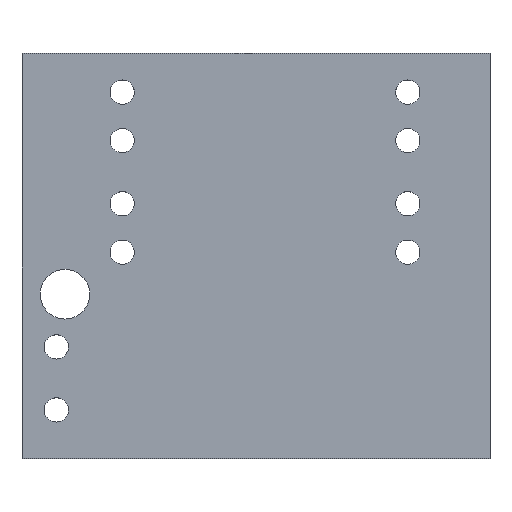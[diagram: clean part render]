
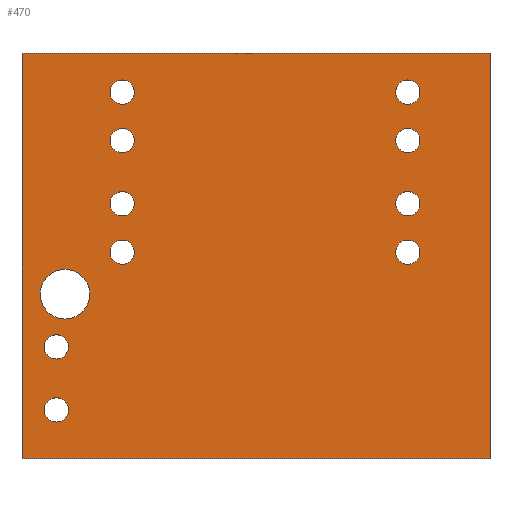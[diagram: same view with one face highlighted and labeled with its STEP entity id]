
A CAD part, top view. The second image highlights one B-rep face of the part: STEP entity #470.
In plain terms, the highlighted planar face has unit normal (0, 0, 1).
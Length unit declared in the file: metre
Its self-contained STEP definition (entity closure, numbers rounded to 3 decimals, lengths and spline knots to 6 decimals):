
#24=LINE('',#768,#48);
#28=LINE('',#776,#52);
#31=LINE('',#782,#55);
#33=LINE('',#835,#57);
#48=VECTOR('',#632,1.);
#52=VECTOR('',#638,1.);
#55=VECTOR('',#643,1.);
#57=VECTOR('',#707,1.);
#82=PLANE('',#574);
#154=ORIENTED_EDGE('',*,*,#202,.F.);
#155=ORIENTED_EDGE('',*,*,#206,.T.);
#156=ORIENTED_EDGE('',*,*,#209,.T.);
#157=ORIENTED_EDGE('',*,*,#231,.F.);
#158=ORIENTED_EDGE('',*,*,#228,.F.);
#159=ORIENTED_EDGE('',*,*,#226,.F.);
#160=ORIENTED_EDGE('',*,*,#224,.F.);
#161=ORIENTED_EDGE('',*,*,#222,.F.);
#162=ORIENTED_EDGE('',*,*,#220,.F.);
#163=ORIENTED_EDGE('',*,*,#218,.F.);
#164=ORIENTED_EDGE('',*,*,#216,.F.);
#165=ORIENTED_EDGE('',*,*,#214,.F.);
#166=ORIENTED_EDGE('',*,*,#212,.F.);
#167=ORIENTED_EDGE('',*,*,#210,.F.);
#168=ORIENTED_EDGE('',*,*,#232,.F.);
#202=EDGE_CURVE('',#248,#249,#24,.T.);
#206=EDGE_CURVE('',#248,#251,#28,.T.);
#209=EDGE_CURVE('',#251,#253,#31,.T.);
#210=EDGE_CURVE('',#254,#254,#280,.T.);
#212=EDGE_CURVE('',#256,#256,#282,.T.);
#214=EDGE_CURVE('',#258,#258,#284,.T.);
#216=EDGE_CURVE('',#260,#260,#286,.T.);
#218=EDGE_CURVE('',#262,#262,#288,.T.);
#220=EDGE_CURVE('',#264,#264,#290,.T.);
#222=EDGE_CURVE('',#266,#266,#292,.T.);
#224=EDGE_CURVE('',#268,#268,#294,.T.);
#226=EDGE_CURVE('',#270,#270,#296,.T.);
#228=EDGE_CURVE('',#272,#272,#298,.T.);
#231=EDGE_CURVE('',#249,#253,#33,.T.);
#232=EDGE_CURVE('',#274,#274,#300,.T.);
#248=VERTEX_POINT('',#767);
#249=VERTEX_POINT('',#769);
#251=VERTEX_POINT('',#775);
#253=VERTEX_POINT('',#781);
#254=VERTEX_POINT('',#785);
#256=VERTEX_POINT('',#790);
#258=VERTEX_POINT('',#795);
#260=VERTEX_POINT('',#800);
#262=VERTEX_POINT('',#805);
#264=VERTEX_POINT('',#810);
#266=VERTEX_POINT('',#815);
#268=VERTEX_POINT('',#820);
#270=VERTEX_POINT('',#825);
#272=VERTEX_POINT('',#830);
#274=VERTEX_POINT('',#838);
#280=CIRCLE('',#541,0.000635);
#282=CIRCLE('',#544,0.000635);
#284=CIRCLE('',#547,0.000635);
#286=CIRCLE('',#550,0.000635);
#288=CIRCLE('',#553,0.000635);
#290=CIRCLE('',#556,0.000635);
#292=CIRCLE('',#559,0.000635);
#294=CIRCLE('',#562,0.000635);
#296=CIRCLE('',#565,0.000635);
#298=CIRCLE('',#568,0.000635);
#300=CIRCLE('',#572,0.0013);
#342=EDGE_LOOP('',(#154,#155,#156,#157));
#343=EDGE_LOOP('',(#158));
#344=EDGE_LOOP('',(#159));
#345=EDGE_LOOP('',(#160));
#346=EDGE_LOOP('',(#161));
#347=EDGE_LOOP('',(#162));
#348=EDGE_LOOP('',(#163));
#349=EDGE_LOOP('',(#164));
#350=EDGE_LOOP('',(#165));
#351=EDGE_LOOP('',(#166));
#352=EDGE_LOOP('',(#167));
#353=EDGE_LOOP('',(#168));
#406=FACE_BOUND('',#342,.T.);
#407=FACE_BOUND('',#343,.T.);
#408=FACE_BOUND('',#344,.T.);
#409=FACE_BOUND('',#345,.T.);
#410=FACE_BOUND('',#346,.T.);
#411=FACE_BOUND('',#347,.T.);
#412=FACE_BOUND('',#348,.T.);
#413=FACE_BOUND('',#349,.T.);
#414=FACE_BOUND('',#350,.T.);
#415=FACE_BOUND('',#351,.T.);
#416=FACE_BOUND('',#352,.T.);
#417=FACE_BOUND('',#353,.T.);
#470=ADVANCED_FACE('',(#406,#407,#408,#409,#410,#411,#412,#413,#414,#415,
#416,#417),#82,.T.);
#541=AXIS2_PLACEMENT_3D('',#784,#646,#647);
#544=AXIS2_PLACEMENT_3D('',#789,#652,#653);
#547=AXIS2_PLACEMENT_3D('',#794,#658,#659);
#550=AXIS2_PLACEMENT_3D('',#799,#664,#665);
#553=AXIS2_PLACEMENT_3D('',#804,#670,#671);
#556=AXIS2_PLACEMENT_3D('',#809,#676,#677);
#559=AXIS2_PLACEMENT_3D('',#814,#682,#683);
#562=AXIS2_PLACEMENT_3D('',#819,#688,#689);
#565=AXIS2_PLACEMENT_3D('',#824,#694,#695);
#568=AXIS2_PLACEMENT_3D('',#829,#700,#701);
#572=AXIS2_PLACEMENT_3D('',#837,#710,#711);
#574=AXIS2_PLACEMENT_3D('',#841,#714,#715);
#632=DIRECTION('',(0.,1.,0.));
#638=DIRECTION('',(1.,0.,0.));
#643=DIRECTION('',(0.,1.,0.));
#646=DIRECTION('',(0.,0.,1.));
#647=DIRECTION('',(1.,0.,0.));
#652=DIRECTION('',(0.,0.,1.));
#653=DIRECTION('',(1.,0.,0.));
#658=DIRECTION('',(0.,0.,1.));
#659=DIRECTION('',(1.,0.,0.));
#664=DIRECTION('',(0.,0.,1.));
#665=DIRECTION('',(1.,0.,0.));
#670=DIRECTION('',(0.,0.,1.));
#671=DIRECTION('',(1.,0.,0.));
#676=DIRECTION('',(0.,0.,1.));
#677=DIRECTION('',(1.,0.,0.));
#682=DIRECTION('',(0.,0.,1.));
#683=DIRECTION('',(1.,0.,0.));
#688=DIRECTION('',(0.,0.,1.));
#689=DIRECTION('',(1.,0.,0.));
#694=DIRECTION('',(0.,0.,1.));
#695=DIRECTION('',(1.,0.,0.));
#700=DIRECTION('',(0.,0.,1.));
#701=DIRECTION('',(1.,0.,0.));
#707=DIRECTION('',(1.,0.,0.));
#710=DIRECTION('',(0.,0.,1.));
#711=DIRECTION('',(1.,0.,0.));
#714=DIRECTION('',(0.,0.,1.));
#715=DIRECTION('',(1.,0.,0.));
#767=CARTESIAN_POINT('',(-0.01225,-0.0106,0.0016));
#768=CARTESIAN_POINT('',(-0.01225,0.,0.0016));
#769=CARTESIAN_POINT('',(-0.01225,0.0106,0.0016));
#775=CARTESIAN_POINT('',(0.01225,-0.0106,0.0016));
#776=CARTESIAN_POINT('',(0.,-0.0106,0.0016));
#781=CARTESIAN_POINT('',(0.01225,0.0106,0.0016));
#782=CARTESIAN_POINT('',(0.01225,0.,0.0016));
#784=CARTESIAN_POINT('',(0.00795,0.00858,0.0016));
#785=CARTESIAN_POINT('',(0.008585,0.00858,0.0016));
#789=CARTESIAN_POINT('',(0.00795,0.00604,0.0016));
#790=CARTESIAN_POINT('',(0.008585,0.00604,0.0016));
#794=CARTESIAN_POINT('',(0.00795,0.00274,0.0016));
#795=CARTESIAN_POINT('',(0.008585,0.00274,0.0016));
#799=CARTESIAN_POINT('',(-0.007,0.00858,0.0016));
#800=CARTESIAN_POINT('',(-0.006365,0.00858,0.0016));
#804=CARTESIAN_POINT('',(-0.007,0.00604,0.0016));
#805=CARTESIAN_POINT('',(-0.006365,0.00604,0.0016));
#809=CARTESIAN_POINT('',(-0.007,0.00274,0.0016));
#810=CARTESIAN_POINT('',(-0.006365,0.00274,0.0016));
#814=CARTESIAN_POINT('',(0.00795,0.0002,0.0016));
#815=CARTESIAN_POINT('',(0.008585,0.0002,0.0016));
#819=CARTESIAN_POINT('',(-0.007,0.0002,0.0016));
#820=CARTESIAN_POINT('',(-0.006365,0.0002,0.0016));
#824=CARTESIAN_POINT('',(-0.01045,-0.00476,0.0016));
#825=CARTESIAN_POINT('',(-0.009815,-0.00476,0.0016));
#829=CARTESIAN_POINT('',(-0.01045,-0.00806,0.0016));
#830=CARTESIAN_POINT('',(-0.009815,-0.00806,0.0016));
#835=CARTESIAN_POINT('',(0.,0.0106,0.0016));
#837=CARTESIAN_POINT('',(-0.01,-0.002,0.0016));
#838=CARTESIAN_POINT('',(-0.0087,-0.002,0.0016));
#841=CARTESIAN_POINT('',(0.,0.,0.0016));
